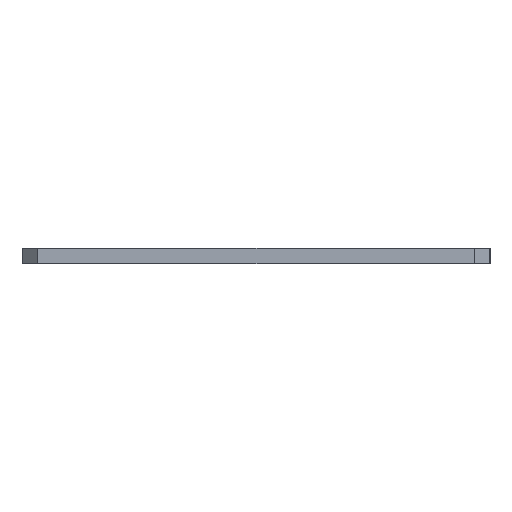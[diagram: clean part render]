
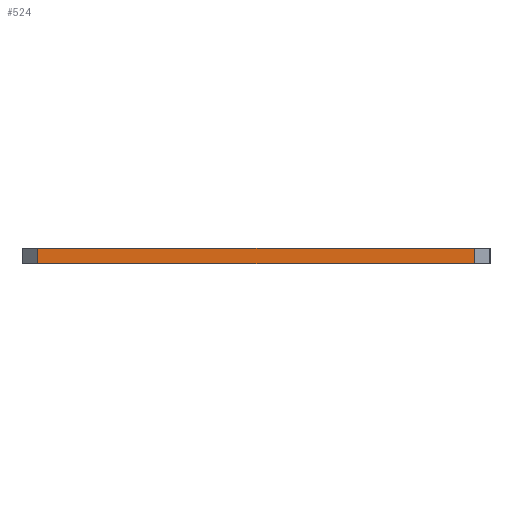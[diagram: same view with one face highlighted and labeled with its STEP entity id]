
A CAD part, front view. The second image highlights one B-rep face of the part: STEP entity #524.
In plain terms, the highlighted planar face has unit normal (0, -1, 0).
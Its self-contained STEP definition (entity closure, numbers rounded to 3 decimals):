
#7 = VECTOR ( 'NONE', #417, 1000. ) ;
#16 = CARTESIAN_POINT ( 'NONE',  ( 58., -120., -2. ) ) ;
#32 = CARTESIAN_POINT ( 'NONE',  ( 2., -120., 0. ) ) ;
#87 = LINE ( 'NONE', #569, #740 ) ;
#95 = VECTOR ( 'NONE', #269, 1000. ) ;
#138 = EDGE_CURVE ( 'NONE', #641, #617, #294, .T. ) ;
#152 = DIRECTION ( 'NONE',  ( 0., 0., 1. ) ) ;
#164 = DIRECTION ( 'NONE',  ( -1., 0., 0. ) ) ;
#166 = DIRECTION ( 'NONE',  ( 0., 0., 1. ) ) ;
#176 = CARTESIAN_POINT ( 'NONE',  ( 2., -120., -2. ) ) ;
#205 = CARTESIAN_POINT ( 'NONE',  ( 2., -120., -2. ) ) ;
#269 = DIRECTION ( 'NONE',  ( -1., 0., 0. ) ) ;
#275 = ORIENTED_EDGE ( 'NONE', *, *, #375, .T. ) ;
#294 = LINE ( 'NONE', #536, #770 ) ;
#340 = DIRECTION ( 'NONE',  ( 0., 1., 0. ) ) ;
#350 = FACE_OUTER_BOUND ( 'NONE', #520, .T. ) ;
#375 = EDGE_CURVE ( 'NONE', #641, #500, #87, .T. ) ;
#394 = EDGE_CURVE ( 'NONE', #500, #674, #690, .T. ) ;
#410 = AXIS2_PLACEMENT_3D ( 'NONE', #586, #340, #166 ) ;
#417 = DIRECTION ( 'NONE',  ( 0., 0., -1. ) ) ;
#433 = ORIENTED_EDGE ( 'NONE', *, *, #572, .T. ) ;
#500 = VERTEX_POINT ( 'NONE', #701 ) ;
#507 = CARTESIAN_POINT ( 'NONE',  ( 0., -120., 0. ) ) ;
#513 = PLANE ( 'NONE',  #410 ) ;
#520 = EDGE_LOOP ( 'NONE', ( #590, #275, #766, #433 ) ) ;
#524 = ADVANCED_FACE ( 'NONE', ( #350 ), #513, .F. ) ;
#536 = CARTESIAN_POINT ( 'NONE',  ( 0., -120., -2. ) ) ;
#569 = CARTESIAN_POINT ( 'NONE',  ( 58., -120., -2. ) ) ;
#572 = EDGE_CURVE ( 'NONE', #674, #617, #706, .T. ) ;
#586 = CARTESIAN_POINT ( 'NONE',  ( 0., -120., -2. ) ) ;
#590 = ORIENTED_EDGE ( 'NONE', *, *, #138, .F. ) ;
#617 = VERTEX_POINT ( 'NONE', #205 ) ;
#641 = VERTEX_POINT ( 'NONE', #16 ) ;
#674 = VERTEX_POINT ( 'NONE', #32 ) ;
#690 = LINE ( 'NONE', #507, #95 ) ;
#701 = CARTESIAN_POINT ( 'NONE',  ( 58., -120., 0. ) ) ;
#706 = LINE ( 'NONE', #176, #7 ) ;
#740 = VECTOR ( 'NONE', #152, 1000. ) ;
#766 = ORIENTED_EDGE ( 'NONE', *, *, #394, .T. ) ;
#770 = VECTOR ( 'NONE', #164, 1000. ) ;
